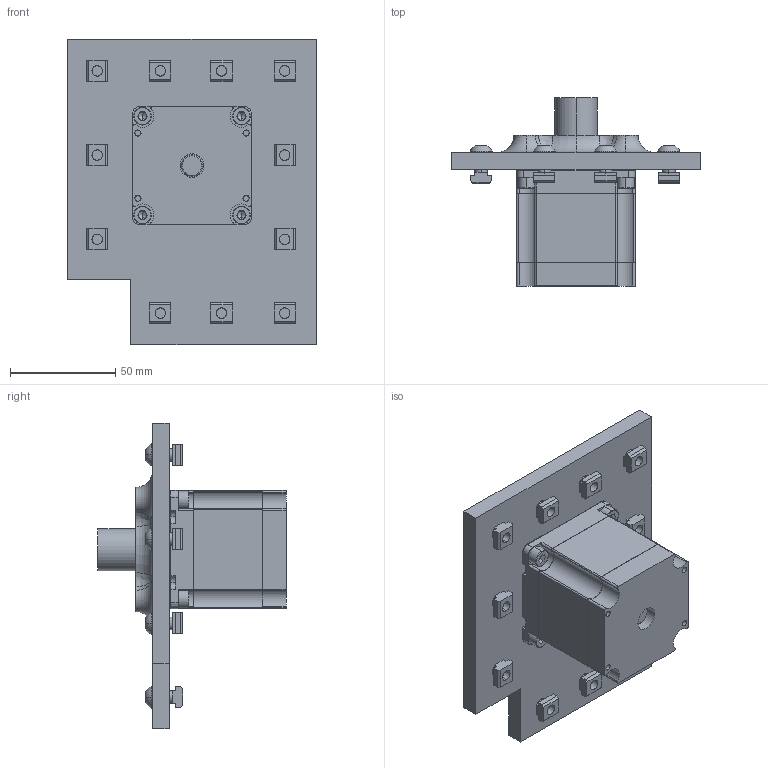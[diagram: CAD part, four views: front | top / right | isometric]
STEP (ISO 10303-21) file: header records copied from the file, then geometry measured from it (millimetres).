
FILE_DESCRIPTION (( 'STEP AP214' ), '1' );
FILE_NAME ('Z Motor Mount Right Assembled.step', '2019-11-11T12:55:15', ( '' ), ( '' ), 'SwSTEP 2.0', 'SolidWorks 2019', '' );
FILE_SCHEMA (( 'AUTOMOTIVE_DESIGN' ));
Length unit declared in the file: millimetre
Products named in the file (12): Nema 23 - 57BYGH56-401A; 476748 - Nema 23 Armature; Z Motor Mount Right Assembled; 476745 - Nema 23 Shaft End Plate; socket button head screw_bsi_BS EN ISO 7380 - M6 x 10 - 10N; 2020 Nut - M6; Z Motor Mount Right; socket head cap screw_bsi_BS EN ISO 4762 M5 x 20 - 20N; 476746 - Nema 23 End Plate; Coupling 6.35x10; M5x6x7 - Heat Set Insert; 476747 - Nema 23 Motor Body
Assembly tree (37 placements, depth 3):
  Z Motor Mount Right Assembled
    Z Motor Mount Right
    M5x6x7 - Heat Set Insert  x4
    Nema 23 - 57BYGH56-401A
      476745 - Nema 23 Shaft End Plate
      476746 - Nema 23 End Plate
      476747 - Nema 23 Motor Body
      476748 - Nema 23 Armature
    socket head cap screw_bsi_BS EN ISO 4762 M5 x 20 - 20N  x4
    Coupling 6.35x10
    2020 Nut - M6  x11
    socket button head screw_bsi_BS EN ISO 7380 - M6 x 10 - 10N  x11
Bounding box: 118 x 89.36 x 145 mm (x, y, z)
Volume: 298994 mm3; surface area: 97182.8 mm2
Topology: 36 solids, 36 shells, 2286 faces, 5625 edges, 3409 vertices
Faces by surface type: plane 1497, cylinder 626, cone 74, torus 59, sphere 22, bspline 8
Entity records: 22730 total; most frequent: CARTESIAN_POINT 4569, DIRECTION 3888, ORIENTED_EDGE 3498, EDGE_CURVE 1749, AXIS2_PLACEMENT_3D 1433, VERTEX_POINT 1082, LINE 1022, VECTOR 1022
